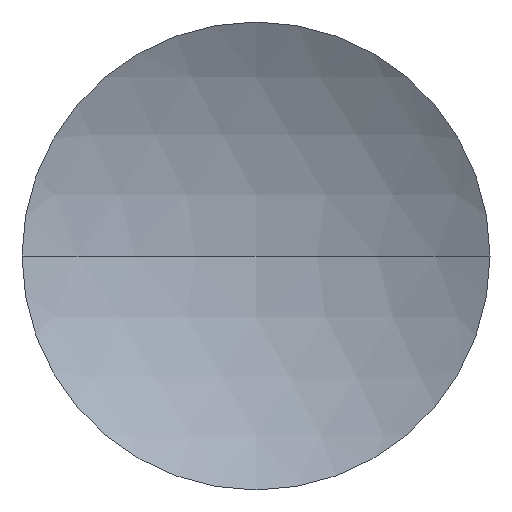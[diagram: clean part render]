
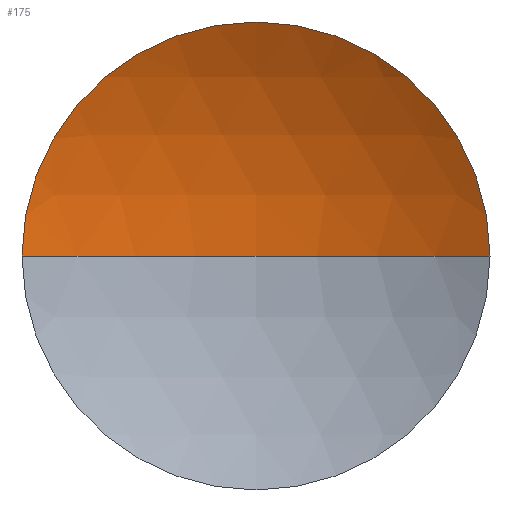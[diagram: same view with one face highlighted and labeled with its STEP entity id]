
A CAD part, left-side view. The second image highlights one B-rep face of the part: STEP entity #175.
In plain terms, the highlighted spherical face has radius 12.64 mm.
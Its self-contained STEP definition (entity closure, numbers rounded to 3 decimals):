
#1 = CIRCLE ( 'NONE', #219, 12.64 ) ;
#3 = EDGE_LOOP ( 'NONE', ( #48, #145, #188, #200 ) ) ;
#5 = CARTESIAN_POINT ( 'NONE',  ( 57.698, 26.361, 0. ) ) ;
#10 = CARTESIAN_POINT ( 'NONE',  ( 57.698, 32.611, 0. ) ) ;
#20 = FACE_OUTER_BOUND ( 'NONE', #3, .T. ) ;
#21 = EDGE_CURVE ( 'NONE', #230, #196, #44, .T. ) ;
#26 = DIRECTION ( 'NONE',  ( 0., 0., -1. ) ) ;
#31 = CARTESIAN_POINT ( 'NONE',  ( 57.698, 32.611, 6.25 ) ) ;
#44 = CIRCLE ( 'NONE', #139, 6.25 ) ;
#46 = VERTEX_POINT ( 'NONE', #5 ) ;
#48 = ORIENTED_EDGE ( 'NONE', *, *, #67, .F. ) ;
#56 = EDGE_CURVE ( 'NONE', #46, #230, #90, .T. ) ;
#59 = DIRECTION ( 'NONE',  ( 1., 0., 0. ) ) ;
#67 = EDGE_CURVE ( 'NONE', #91, #196, #1, .T. ) ;
#73 = CARTESIAN_POINT ( 'NONE',  ( 59.352, 32.611, 0. ) ) ;
#76 = AXIS2_PLACEMENT_3D ( 'NONE', #104, #210, #208 ) ;
#77 = DIRECTION ( 'NONE',  ( 0., 0., 1. ) ) ;
#90 = CIRCLE ( 'NONE', #213, 6.25 ) ;
#91 = VERTEX_POINT ( 'NONE', #73 ) ;
#104 = CARTESIAN_POINT ( 'NONE',  ( 46.712, 32.611, 0. ) ) ;
#112 = DIRECTION ( 'NONE',  ( -1., 0., 0. ) ) ;
#113 = CIRCLE ( 'NONE', #76, 12.64 ) ;
#130 = CARTESIAN_POINT ( 'NONE',  ( 46.712, 32.611, 0. ) ) ;
#134 = CARTESIAN_POINT ( 'NONE',  ( 57.698, 38.861, 0. ) ) ;
#139 = AXIS2_PLACEMENT_3D ( 'NONE', #216, #146, #197 ) ;
#145 = ORIENTED_EDGE ( 'NONE', *, *, #187, .T. ) ;
#146 = DIRECTION ( 'NONE',  ( -1., 0., 0. ) ) ;
#152 = DIRECTION ( 'NONE',  ( 0., 1., 0. ) ) ;
#163 = DIRECTION ( 'NONE',  ( 0., 0., 1. ) ) ;
#175 = ADVANCED_FACE ( 'NONE', ( #20 ), #211, .F. ) ;
#176 = AXIS2_PLACEMENT_3D ( 'NONE', #130, #26, #152 ) ;
#178 = CARTESIAN_POINT ( 'NONE',  ( 46.712, 32.611, 0. ) ) ;
#187 = EDGE_CURVE ( 'NONE', #91, #46, #113, .T. ) ;
#188 = ORIENTED_EDGE ( 'NONE', *, *, #56, .T. ) ;
#196 = VERTEX_POINT ( 'NONE', #134 ) ;
#197 = DIRECTION ( 'NONE',  ( 0., 0., 1. ) ) ;
#200 = ORIENTED_EDGE ( 'NONE', *, *, #21, .T. ) ;
#208 = DIRECTION ( 'NONE',  ( 0., 1., 0. ) ) ;
#210 = DIRECTION ( 'NONE',  ( 0., 0., -1. ) ) ;
#211 = SPHERICAL_SURFACE ( 'NONE', #176, 12.64 ) ;
#213 = AXIS2_PLACEMENT_3D ( 'NONE', #10, #112, #77 ) ;
#216 = CARTESIAN_POINT ( 'NONE',  ( 57.698, 32.611, 0. ) ) ;
#219 = AXIS2_PLACEMENT_3D ( 'NONE', #178, #163, #59 ) ;
#230 = VERTEX_POINT ( 'NONE', #31 ) ;
